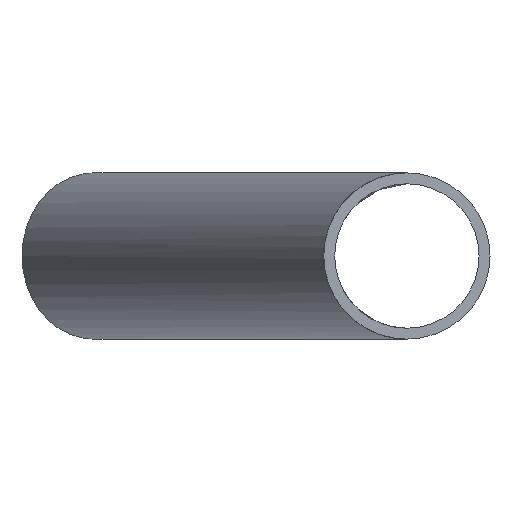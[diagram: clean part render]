
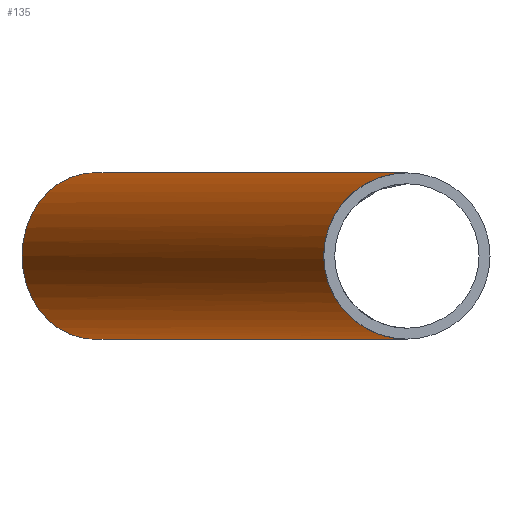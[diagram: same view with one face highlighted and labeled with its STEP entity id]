
A CAD part, left-side view. The second image highlights one B-rep face of the part: STEP entity #135.
In plain terms, the highlighted cylindrical face has radius 21.082 mm (diameter 42.164 mm), a full revolution.
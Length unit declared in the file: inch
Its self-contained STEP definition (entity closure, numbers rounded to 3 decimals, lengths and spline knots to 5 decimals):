
#23=FACE_OUTER_BOUND('',#30,.T.);
#30=EDGE_LOOP('',(#101,#102,#103,#104,#105,#106));
#41=CIRCLE('',#173,0.83);
#47=LINE('',#251,#52);
#52=VECTOR('',#206,0.83);
#60=ELLIPSE('',#170,3.20687,0.83);
#61=ELLIPSE('',#171,0.85928,0.83);
#62=ELLIPSE('',#172,3.20687,0.83);
#68=VERTEX_POINT('',#244);
#69=VERTEX_POINT('',#245);
#70=VERTEX_POINT('',#247);
#71=VERTEX_POINT('',#250);
#82=EDGE_CURVE('',#68,#69,#60,.T.);
#83=EDGE_CURVE('',#70,#68,#61,.T.);
#84=EDGE_CURVE('',#69,#70,#62,.T.);
#85=EDGE_CURVE('',#69,#71,#47,.T.);
#86=EDGE_CURVE('',#71,#71,#41,.T.);
#101=ORIENTED_EDGE('',*,*,#82,.F.);
#102=ORIENTED_EDGE('',*,*,#83,.F.);
#103=ORIENTED_EDGE('',*,*,#84,.F.);
#104=ORIENTED_EDGE('',*,*,#85,.T.);
#105=ORIENTED_EDGE('',*,*,#86,.F.);
#106=ORIENTED_EDGE('',*,*,#85,.F.);
#131=CYLINDRICAL_SURFACE('',#169,0.83);
#135=ADVANCED_FACE('',(#23),#131,.T.);
#169=AXIS2_PLACEMENT_3D('',#243,#198,#199);
#170=AXIS2_PLACEMENT_3D('',#246,#200,#201);
#171=AXIS2_PLACEMENT_3D('',#248,#202,#203);
#172=AXIS2_PLACEMENT_3D('',#249,#204,#205);
#173=AXIS2_PLACEMENT_3D('',#252,#207,#208);
#198=DIRECTION('center_axis',(-0.866,-0.5,0.));
#199=DIRECTION('ref_axis',(-0.5,0.866,0.));
#200=DIRECTION('center_axis',(0.259,-0.966,0.));
#201=DIRECTION('ref_axis',(-0.966,-0.259,0.));
#202=DIRECTION('center_axis',(-0.966,-0.259,0.));
#203=DIRECTION('ref_axis',(-0.259,0.966,0.));
#204=DIRECTION('center_axis',(0.259,-0.966,0.));
#205=DIRECTION('ref_axis',(-0.966,-0.259,0.));
#206=DIRECTION('',(0.866,0.5,0.));
#207=DIRECTION('center_axis',(0.866,0.5,0.));
#208=DIRECTION('ref_axis',(-0.5,0.866,0.));
#243=CARTESIAN_POINT('Origin',(3.16266,3.125,0.));
#244=CARTESIAN_POINT('',(-2.25,0.,-0.83));
#245=CARTESIAN_POINT('',(0.8476,0.83,0.));
#246=CARTESIAN_POINT('Origin',(-2.25,0.,0.));
#247=CARTESIAN_POINT('',(-2.25,0.,0.83));
#248=CARTESIAN_POINT('Origin',(-2.25,0.,0.));
#249=CARTESIAN_POINT('Origin',(-2.25,0.,0.));
#250=CARTESIAN_POINT('',(3.57766,2.4062,0.));
#251=CARTESIAN_POINT('',(3.57766,2.4062,0.));
#252=CARTESIAN_POINT('Origin',(3.16266,3.125,0.));
